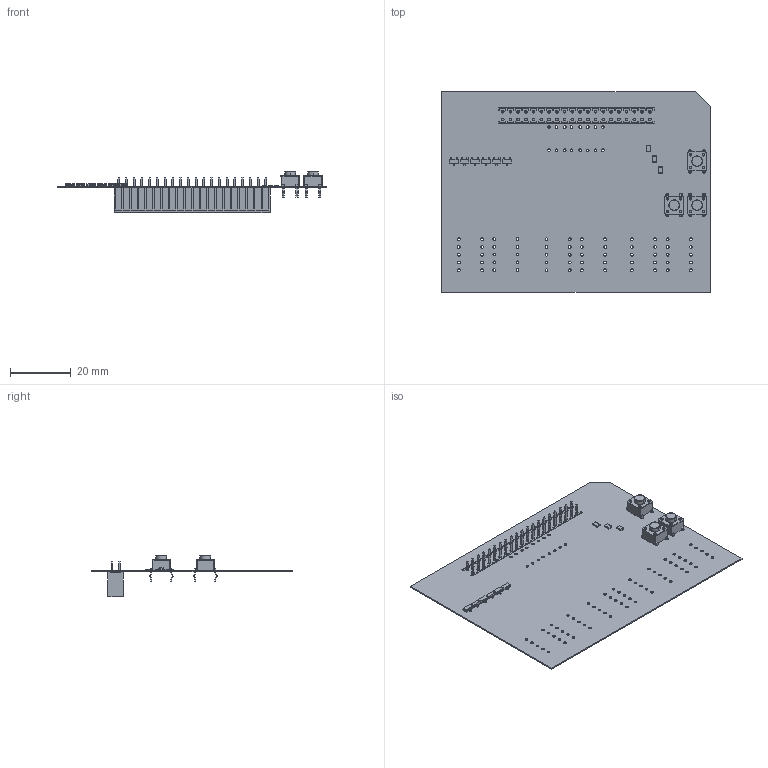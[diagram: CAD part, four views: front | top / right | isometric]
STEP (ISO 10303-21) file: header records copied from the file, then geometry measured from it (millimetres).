
FILE_DESCRIPTION(('Open CASCADE Model'),'2;1');
FILE_NAME('Open CASCADE Shape Model','2023-04-20T11:48:52',('Author'),( 'Open CASCADE'),'Open CASCADE STEP processor 6.8','Open CASCADE 6.8' ,'Unknown');
FILE_SCHEMA(('AUTOMOTIVE_DESIGN { 1 0 10303 214 1 1 1 1 }'));
Length unit declared in the file: millimetre
Products named in the file (27): PCB; Board; Open CASCADE STEP translator 6.8 1.1.1; R1_CMS; 6112928352; Mid_Body; Terminal; Open_CASCADE_STEP_translator_6.8_8.2.1; Mark; R2_CMS; R3_CMS; micro_bouton3; User_Library-Tactile_switch_6x6x5mm; micro_bouton1; micro_bouton2; act6; Trans_Diodes_BS170F_eec; act5; act4; act3; act2; act1; HDR_DE0_1; 14272
Assembly tree (51 placements, depth 5):
  PCB
    Board
      Open CASCADE STEP translator 6.8 1.1.1
    R1_CMS
      6112928352
        Mid_Body
        Terminal  x2
          Open_CASCADE_STEP_translator_6.8_8.2.1
        Mark
    R2_CMS
      6112928352
        Mid_Body
        Terminal  x2
          Open_CASCADE_STEP_translator_6.8_8.2.1
        Mark
    R3_CMS
      6112928352
        Mid_Body
        Terminal  x2
          Open_CASCADE_STEP_translator_6.8_8.2.1
        Mark
    micro_bouton3
      User_Library-Tactile_switch_6x6x5mm
    micro_bouton1
      User_Library-Tactile_switch_6x6x5mm
    micro_bouton2
      User_Library-Tactile_switch_6x6x5mm
    act6
      Trans_Diodes_BS170F_eec
      Trans_Diodes_BS170F_eec
      Trans_Diodes_BS170F_eec
      Trans_Diodes_BS170F_eec
    act5
      Trans_Diodes_BS170F_eec
      Trans_Diodes_BS170F_eec
      Trans_Diodes_BS170F_eec
      Trans_Diodes_BS170F_eec
    act4
      Trans_Diodes_BS170F_eec
      Trans_Diodes_BS170F_eec
      Trans_Diodes_BS170F_eec
      Trans_Diodes_BS170F_eec
    act3
      Trans_Diodes_BS170F_eec
      Trans_Diodes_BS170F_eec
      Trans_Diodes_BS170F_eec
      Trans_Diodes_BS170F_eec
    act2
      Trans_Diodes_BS170F_eec
      Trans_Diodes_BS170F_eec
      Trans_Diodes_BS170F_eec
      Trans_Diodes_BS170F_eec
    act1
      Trans_Diodes_BS170F_eec
      Trans_Diodes_BS170F_eec
      Trans_Diodes_BS170F_eec
      Trans_Diodes_BS170F_eec
    HDR_DE0_1
      14272
Bounding box: 88.2 x 65.8 x 13.51 mm (x, y, z)
Volume: 3747.2 mm3; surface area: 16836.2 mm2
Topology: 41 solids, 41 shells, 2189 faces, 6267 edges, 4152 vertices
Faces by surface type: plane 1675, cylinder 484, torus 30
Full cylindrical faces by diameter (mm): 0.85 x16, 0.9 x100, 1.1 x12
Entity records: 79665 total; most frequent: CARTESIAN_POINT 9482, ORIENTED_EDGE 9438, DIRECTION 8617, PRESENTATION_STYLE_ASSIGNMENT 5341, EDGE_CURVE 4719, LINE 4067, VECTOR 4067, OVER_RIDING_STYLED_ITEM 4054
